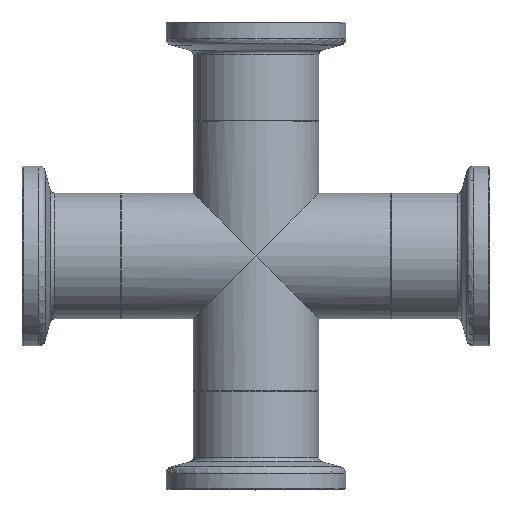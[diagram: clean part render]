
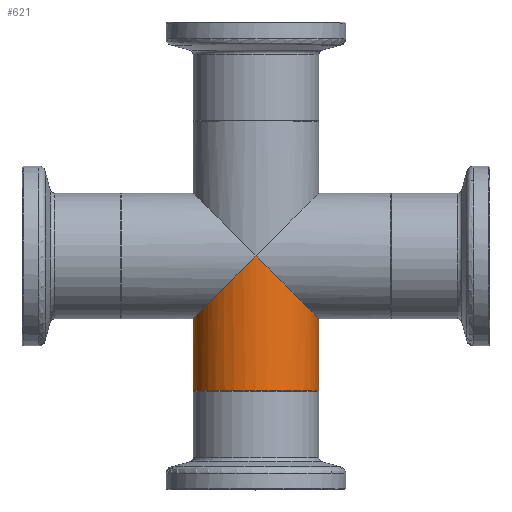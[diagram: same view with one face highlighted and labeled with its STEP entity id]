
A CAD part, top view. The second image highlights one B-rep face of the part: STEP entity #621.
In plain terms, the highlighted cylindrical face has radius 14 mm (diameter 28 mm), a full revolution.
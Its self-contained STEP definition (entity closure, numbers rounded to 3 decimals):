
#22=ELLIPSE('',#713,19.799,14.);
#24=ELLIPSE('',#720,19.799,14.);
#89=CYLINDRICAL_SURFACE('',#719,14.);
#259=ORIENTED_EDGE('',*,*,#339,.T.);
#260=ORIENTED_EDGE('',*,*,#343,.T.);
#261=ORIENTED_EDGE('',*,*,#344,.F.);
#339=EDGE_CURVE('',#389,#390,#22,.T.);
#343=EDGE_CURVE('',#390,#389,#24,.F.);
#344=EDGE_CURVE('',#393,#393,#420,.T.);
#389=VERTEX_POINT('',#1135);
#390=VERTEX_POINT('',#1136);
#393=VERTEX_POINT('',#1147);
#420=CIRCLE('',#721,14.);
#480=EDGE_LOOP('',(#259,#260));
#481=EDGE_LOOP('',(#261));
#550=FACE_BOUND('',#480,.T.);
#551=FACE_BOUND('',#481,.T.);
#621=ADVANCED_FACE('',(#550,#551),#89,.T.);
#713=AXIS2_PLACEMENT_3D('',#1134,#876,#877);
#719=AXIS2_PLACEMENT_3D('',#1144,#888,#889);
#720=AXIS2_PLACEMENT_3D('',#1145,#890,#891);
#721=AXIS2_PLACEMENT_3D('',#1146,#892,#893);
#876=DIRECTION('',(-0.707,0.,-0.707));
#877=DIRECTION('',(-0.707,0.,0.707));
#888=DIRECTION('',(0.,0.,-1.));
#889=DIRECTION('',(-1.,0.,0.));
#890=DIRECTION('',(-0.707,0.,0.707));
#891=DIRECTION('',(-0.707,0.,-0.707));
#892=DIRECTION('',(0.,0.,-1.));
#893=DIRECTION('',(-1.,0.,0.));
#1134=CARTESIAN_POINT('',(0.,0.,0.));
#1135=CARTESIAN_POINT('',(0.,14.,0.));
#1136=CARTESIAN_POINT('',(0.,-14.,0.));
#1144=CARTESIAN_POINT('',(0.,0.,0.));
#1145=CARTESIAN_POINT('',(0.,0.,0.));
#1146=CARTESIAN_POINT('',(0.,0.,-30.));
#1147=CARTESIAN_POINT('',(-14.,0.,-30.));
